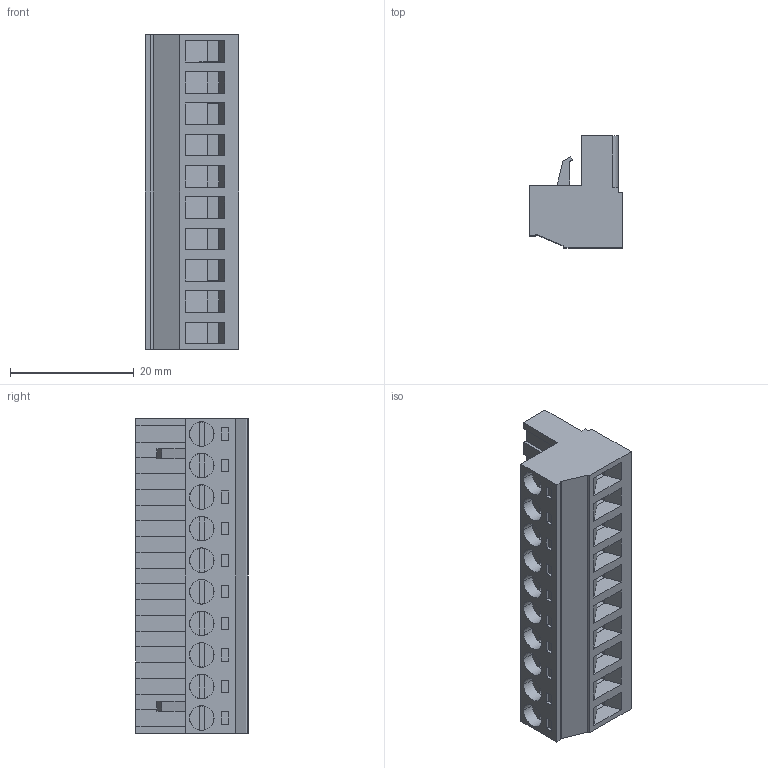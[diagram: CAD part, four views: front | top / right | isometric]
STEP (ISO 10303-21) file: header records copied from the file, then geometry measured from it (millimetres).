
FILE_DESCRIPTION (( 'STEP AP203' ), '1' );
FILE_NAME ('VE0033000.step', '2014-07-15T13:49:32', ( 'User' ), ( '' ), 'SwSTEP 2.0', 'SolidWorks 2014', '' );
FILE_SCHEMA (( 'CONFIG_CONTROL_DESIGN' ));
Length unit declared in the file: millimetre
Products named in the file (1): VE0033000
Bounding box: 15.1 x 18.15 x 51 mm (x, y, z)
Volume: 8275.7 mm3; surface area: 5612.1 mm2
Topology: 1 solids, 1 shells, 465 faces, 1120 edges, 710 vertices
Faces by surface type: plane 333, cylinder 112, cone 20
Entity records: 13445 total; most frequent: CARTESIAN_POINT 2356, DIRECTION 2296, ORIENTED_EDGE 2240, EDGE_CURVE 1120, LINE 836, VECTOR 836, AXIS2_PLACEMENT_3D 730, VERTEX_POINT 710
